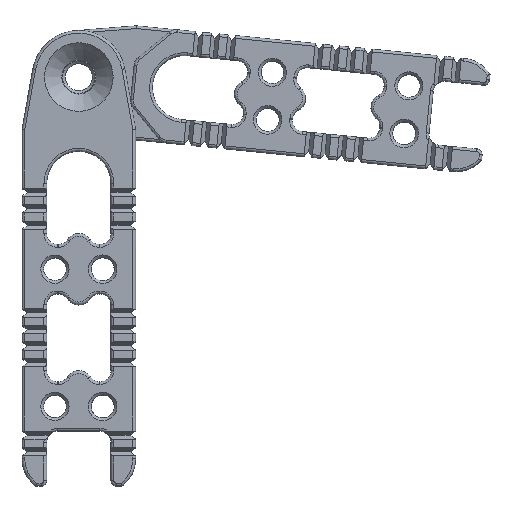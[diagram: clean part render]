
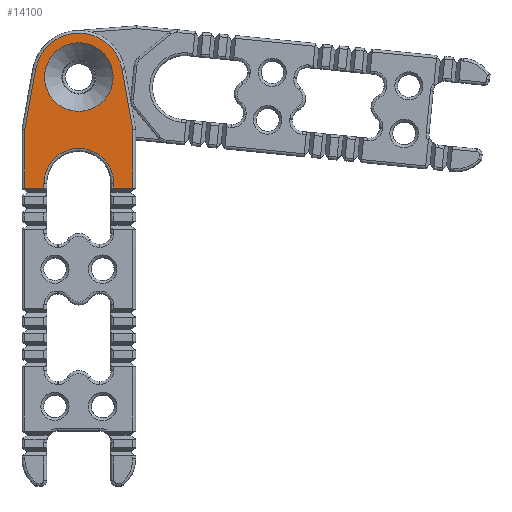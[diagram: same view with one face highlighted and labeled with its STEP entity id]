
A CAD part, top view. The second image highlights one B-rep face of the part: STEP entity #14100.
In plain terms, the highlighted planar face has unit normal (0, 0, 1).
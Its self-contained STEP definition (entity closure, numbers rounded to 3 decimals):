
#35=FACE_BOUND('',#1858,.T.);
#223=CIRCLE('',#15038,8.);
#224=CIRCLE('',#15039,6.35);
#225=CIRCLE('',#15040,6.25);
#226=CIRCLE('',#15041,6.25);
#1045=FACE_OUTER_BOUND('',#1857,.T.);
#1857=EDGE_LOOP('',(#9387,#9388,#9389,#9390,#9391,#9392,#9393,#9394,#9395,
#9396));
#1858=EDGE_LOOP('',(#9397,#9398));
#2736=LINE('',#21771,#3940);
#2753=LINE('',#21840,#3957);
#2754=LINE('',#21842,#3958);
#2755=LINE('',#21844,#3959);
#2756=LINE('',#21848,#3960);
#2757=LINE('',#21850,#3961);
#2758=LINE('',#21852,#3962);
#2759=LINE('',#21854,#3963);
#3940=VECTOR('',#16914,1000.);
#3957=VECTOR('',#16975,1000.);
#3958=VECTOR('',#16976,1000.);
#3959=VECTOR('',#16977,1000.);
#3960=VECTOR('',#16980,1000.);
#3961=VECTOR('',#16981,1000.);
#3962=VECTOR('',#16982,1000.);
#3963=VECTOR('',#16983,1000.);
#5698=VERTEX_POINT('',#21768);
#5699=VERTEX_POINT('',#21770);
#5729=VERTEX_POINT('',#21839);
#5730=VERTEX_POINT('',#21841);
#5731=VERTEX_POINT('',#21843);
#5732=VERTEX_POINT('',#21845);
#5733=VERTEX_POINT('',#21847);
#5734=VERTEX_POINT('',#21849);
#5735=VERTEX_POINT('',#21851);
#5736=VERTEX_POINT('',#21853);
#5737=VERTEX_POINT('',#21856);
#5738=VERTEX_POINT('',#21857);
#7116=EDGE_CURVE('',#5698,#5699,#2736,.T.);
#7148=EDGE_CURVE('',#5698,#5729,#2753,.T.);
#7149=EDGE_CURVE('',#5730,#5729,#2754,.T.);
#7150=EDGE_CURVE('',#5731,#5730,#2755,.T.);
#7151=EDGE_CURVE('',#5732,#5731,#223,.T.);
#7152=EDGE_CURVE('',#5733,#5732,#2756,.T.);
#7153=EDGE_CURVE('',#5734,#5733,#2757,.T.);
#7154=EDGE_CURVE('',#5734,#5735,#2758,.T.);
#7155=EDGE_CURVE('',#5736,#5735,#2759,.T.);
#7156=EDGE_CURVE('',#5699,#5736,#224,.T.);
#7157=EDGE_CURVE('',#5737,#5738,#225,.T.);
#7158=EDGE_CURVE('',#5738,#5737,#226,.T.);
#9387=ORIENTED_EDGE('',*,*,#7116,.F.);
#9388=ORIENTED_EDGE('',*,*,#7148,.T.);
#9389=ORIENTED_EDGE('',*,*,#7149,.F.);
#9390=ORIENTED_EDGE('',*,*,#7150,.F.);
#9391=ORIENTED_EDGE('',*,*,#7151,.F.);
#9392=ORIENTED_EDGE('',*,*,#7152,.F.);
#9393=ORIENTED_EDGE('',*,*,#7153,.F.);
#9394=ORIENTED_EDGE('',*,*,#7154,.T.);
#9395=ORIENTED_EDGE('',*,*,#7155,.F.);
#9396=ORIENTED_EDGE('',*,*,#7156,.F.);
#9397=ORIENTED_EDGE('',*,*,#7157,.T.);
#9398=ORIENTED_EDGE('',*,*,#7158,.T.);
#13722=PLANE('',#15037);
#14100=ADVANCED_FACE('',(#1045,#35),#13722,.T.);
#15037=AXIS2_PLACEMENT_3D('',#21838,#16973,#16974);
#15038=AXIS2_PLACEMENT_3D('',#21846,#16978,#16979);
#15039=AXIS2_PLACEMENT_3D('',#21855,#16984,#16985);
#15040=AXIS2_PLACEMENT_3D('',#21858,#16986,#16987);
#15041=AXIS2_PLACEMENT_3D('',#21859,#16988,#16989);
#16914=DIRECTION('',(0.,1.,0.));
#16973=DIRECTION('center_axis',(0.,0.,1.));
#16974=DIRECTION('ref_axis',(1.,0.,0.));
#16975=DIRECTION('',(1.,0.,0.));
#16976=DIRECTION('',(0.,-1.,0.));
#16977=DIRECTION('',(0.177,-0.984,0.));
#16978=DIRECTION('center_axis',(0.,0.,-1.));
#16979=DIRECTION('ref_axis',(0.,1.,0.));
#16980=DIRECTION('',(0.177,0.984,0.));
#16981=DIRECTION('',(0.,1.,0.));
#16982=DIRECTION('',(1.,0.,0.));
#16983=DIRECTION('',(0.,-1.,0.));
#16984=DIRECTION('center_axis',(0.,0.,1.));
#16985=DIRECTION('ref_axis',(0.,1.,0.));
#16986=DIRECTION('center_axis',(0.,0.,-1.));
#16987=DIRECTION('ref_axis',(1.,0.,0.));
#16988=DIRECTION('center_axis',(0.,0.,-1.));
#16989=DIRECTION('ref_axis',(1.,0.,0.));
#21768=CARTESIAN_POINT('',(-13.98,-33.123,17.807));
#21770=CARTESIAN_POINT('',(-13.98,-32.223,17.807));
#21771=CARTESIAN_POINT('',(-13.98,-37.924,17.807));
#21838=CARTESIAN_POINT('Origin',(-20.33,-49.476,17.807));
#21839=CARTESIAN_POINT('',(-10.48,-33.123,17.807));
#21840=CARTESIAN_POINT('',(-15.155,-33.123,17.807));
#21841=CARTESIAN_POINT('',(-10.48,-22.417,17.807));
#21842=CARTESIAN_POINT('',(-10.48,-68.424,17.807));
#21843=CARTESIAN_POINT('',(-12.457,-11.453,17.807));
#21844=CARTESIAN_POINT('',(-8.268,-34.683,17.807));
#21845=CARTESIAN_POINT('',(-28.203,-11.453,17.807));
#21846=CARTESIAN_POINT('Origin',(-20.33,-12.873,17.807));
#21847=CARTESIAN_POINT('',(-30.18,-22.417,17.807));
#21848=CARTESIAN_POINT('',(-31.399,-29.179,17.807));
#21849=CARTESIAN_POINT('',(-30.18,-33.123,17.807));
#21850=CARTESIAN_POINT('',(-30.18,-35.924,17.807));
#21851=CARTESIAN_POINT('',(-26.68,-33.123,17.807));
#21852=CARTESIAN_POINT('',(-15.155,-33.123,17.807));
#21853=CARTESIAN_POINT('',(-26.68,-32.223,17.807));
#21854=CARTESIAN_POINT('',(-26.68,-46.424,17.807));
#21855=CARTESIAN_POINT('Origin',(-20.33,-32.223,17.807));
#21856=CARTESIAN_POINT('',(-14.08,-12.873,17.807));
#21857=CARTESIAN_POINT('',(-26.58,-12.873,17.807));
#21858=CARTESIAN_POINT('Origin',(-20.33,-12.873,17.807));
#21859=CARTESIAN_POINT('Origin',(-20.33,-12.873,17.807));
